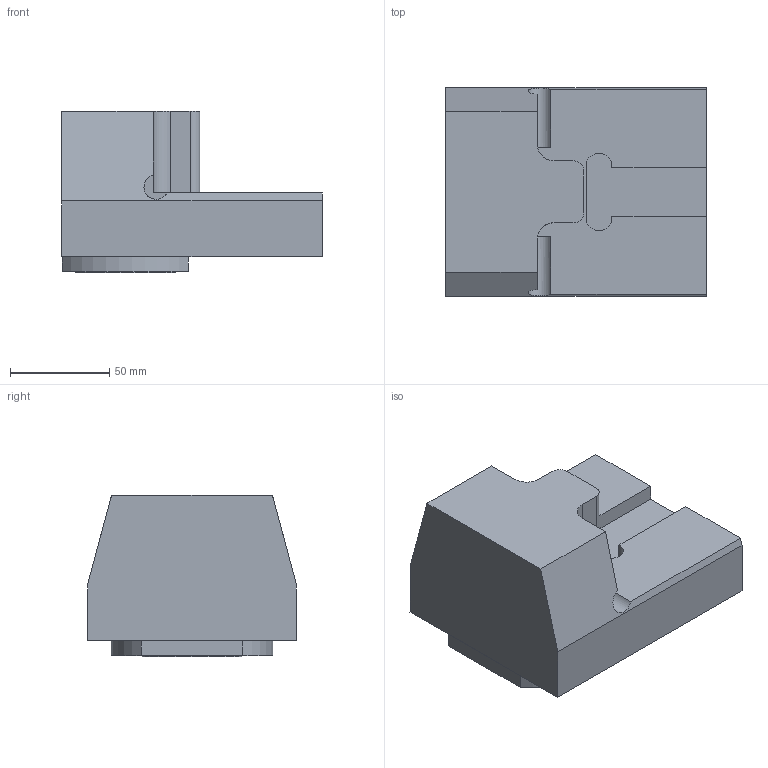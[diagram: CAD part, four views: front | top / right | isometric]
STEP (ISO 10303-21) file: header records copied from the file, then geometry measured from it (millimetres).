
FILE_DESCRIPTION(/* description */ (''),/* implementation_level */ '2;1');
FILE_NAME(/* name */ '1529060865206.stp',/* time_stamp */ '2018-06-15T13:07:50+02:00',/* author */ (''),/* organization */ ('SMS'),/* preprocessor_version */ 'ST-DEVELOPER v15',/* originating_system */ 'SIEMENS PLM Software NX 8.5',/* authorisation */ '');
FILE_SCHEMA (('AUTOMOTIVE_DESIGN { 1 0 10303 214 3 1 1 1 }'));
Length unit declared in the file: millimetre
Products named in the file (1): 200837276mod000_01
Bounding box: 131 x 105 x 81 mm (x, y, z)
Volume: 634580.3 mm3; surface area: 60955.8 mm2
Topology: 1 solids, 1 shells, 41 faces, 110 edges, 76 vertices
Faces by surface type: plane 27, cylinder 13, bspline 1
Full cylindrical faces by diameter (mm): 3 x1, 39.2 x1, 50 x1
Entity records: 1495 total; most frequent: CARTESIAN_POINT 443, ORIENTED_EDGE 206, DIRECTION 205, EDGE_CURVE 103, VERTEX_POINT 73, AXIS2_PLACEMENT_3D 69, LINE 67, VECTOR 67
